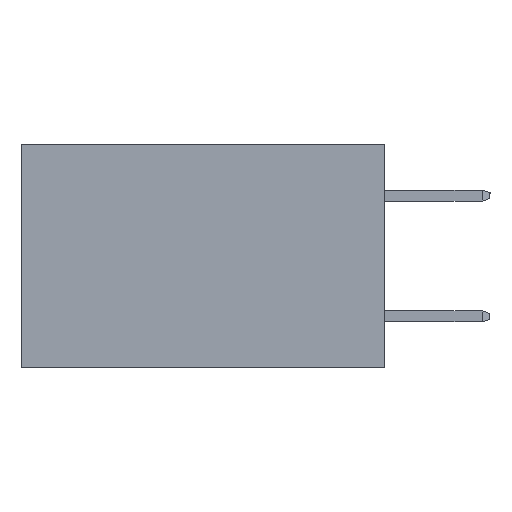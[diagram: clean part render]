
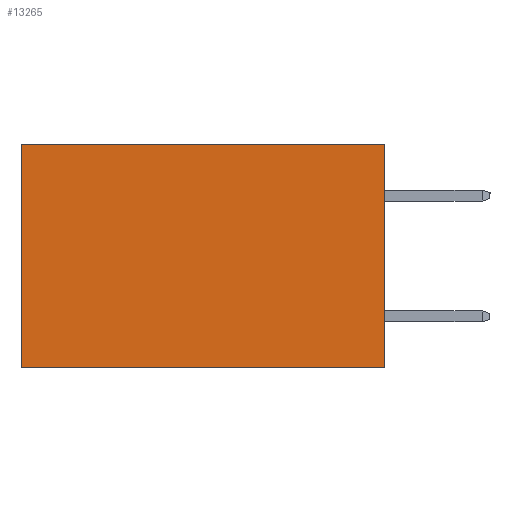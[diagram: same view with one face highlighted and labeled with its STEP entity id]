
A CAD part, left-side view. The second image highlights one B-rep face of the part: STEP entity #13265.
In plain terms, the highlighted planar face has unit normal (-1, 0, 0).
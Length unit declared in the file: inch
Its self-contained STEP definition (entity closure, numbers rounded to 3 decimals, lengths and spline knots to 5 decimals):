
#277 = VERTEX_POINT ( 'NONE', #12473 ) ;
#2202 = CARTESIAN_POINT ( 'NONE',  ( 0.2615, 0., -0.37 ) ) ;
#2245 = CARTESIAN_POINT ( 'NONE',  ( 0.2615, 0.6, -0.37 ) ) ;
#2311 = VECTOR ( 'NONE', #12744, 39.37008 ) ;
#2676 = CARTESIAN_POINT ( 'NONE',  ( 0.2615, 0., -0.37 ) ) ;
#2824 = VECTOR ( 'NONE', #15019, 39.37008 ) ;
#2924 = CARTESIAN_POINT ( 'NONE',  ( 0.2615, 0., -0.37 ) ) ;
#3116 = EDGE_CURVE ( 'NONE', #12688, #3756, #11710, .T. ) ;
#3756 = VERTEX_POINT ( 'NONE', #2245 ) ;
#4074 = EDGE_LOOP ( 'NONE', ( #4730, #11611, #11446, #14365 ) ) ;
#4296 = VERTEX_POINT ( 'NONE', #5731 ) ;
#4730 = ORIENTED_EDGE ( 'NONE', *, *, #11057, .T. ) ;
#4870 = CARTESIAN_POINT ( 'NONE',  ( 0.2615, 0., -0.37 ) ) ;
#5065 = CARTESIAN_POINT ( 'NONE',  ( 0.2615, 0.6, -0.37 ) ) ;
#5369 = DIRECTION ( 'NONE',  ( 0., 1., 0. ) ) ;
#5731 = CARTESIAN_POINT ( 'NONE',  ( 0.2615, 0., 0. ) ) ;
#6236 = DIRECTION ( 'NONE',  ( 0., 0., -1. ) ) ;
#8045 = VECTOR ( 'NONE', #10020, 39.37008 ) ;
#8836 = PLANE ( 'NONE',  #14567 ) ;
#8869 = EDGE_CURVE ( 'NONE', #4296, #12688, #13481, .T. ) ;
#9012 = LINE ( 'NONE', #11379, #2311 ) ;
#9045 = EDGE_CURVE ( 'NONE', #4296, #277, #9012, .T. ) ;
#9821 = DIRECTION ( 'NONE',  ( 1., 0., 0. ) ) ;
#10020 = DIRECTION ( 'NONE',  ( 0., 0., -1. ) ) ;
#10282 = VECTOR ( 'NONE', #5369, 39.37008 ) ;
#11057 = EDGE_CURVE ( 'NONE', #277, #3756, #13819, .T. ) ;
#11379 = CARTESIAN_POINT ( 'NONE',  ( 0.2615, 0., 0. ) ) ;
#11446 = ORIENTED_EDGE ( 'NONE', *, *, #8869, .F. ) ;
#11611 = ORIENTED_EDGE ( 'NONE', *, *, #3116, .F. ) ;
#11710 = LINE ( 'NONE', #2924, #10282 ) ;
#12330 = FACE_OUTER_BOUND ( 'NONE', #4074, .T. ) ;
#12473 = CARTESIAN_POINT ( 'NONE',  ( 0.2615, 0.6, 0. ) ) ;
#12688 = VERTEX_POINT ( 'NONE', #2202 ) ;
#12744 = DIRECTION ( 'NONE',  ( 0., 1., 0. ) ) ;
#13265 = ADVANCED_FACE ( 'NONE', ( #12330 ), #8836, .F. ) ;
#13481 = LINE ( 'NONE', #2676, #2824 ) ;
#13819 = LINE ( 'NONE', #5065, #8045 ) ;
#14365 = ORIENTED_EDGE ( 'NONE', *, *, #9045, .T. ) ;
#14567 = AXIS2_PLACEMENT_3D ( 'NONE', #4870, #9821, #6236 ) ;
#15019 = DIRECTION ( 'NONE',  ( 0., 0., -1. ) ) ;
